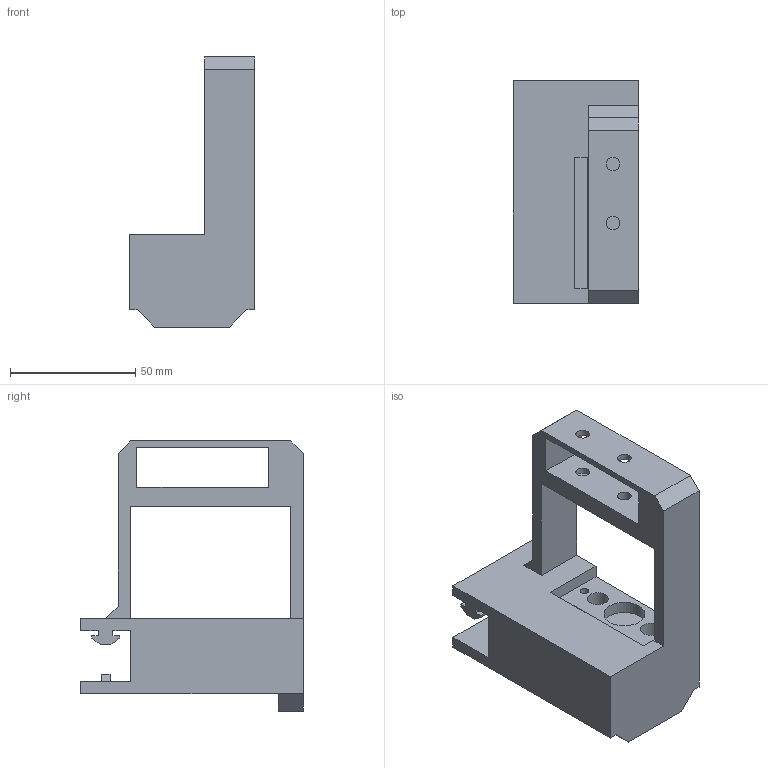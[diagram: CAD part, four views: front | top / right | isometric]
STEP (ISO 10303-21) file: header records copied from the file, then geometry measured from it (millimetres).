
FILE_DESCRIPTION(('FreeCAD Model'),'2;1');
FILE_NAME('HolderSimple.step', '2016-04-18T17:05:34',('Author'),(''), 'Open CASCADE STEP processor 6.8','FreeCAD','Unknown');
FILE_SCHEMA(('AUTOMOTIVE_DESIGN_CC2 { 1 2 10303 214 -1 1 5 4 }'));
Length unit declared in the file: millimetre
Products named in the file (2): ASSEMBLY; Clone_of_HolderSimple
Assembly tree (1 placements, depth 2):
  ASSEMBLY
    Clone_of_HolderSimple
Bounding box: 50 x 89 x 107.9 mm (x, y, z)
Volume: 134190.6 mm3; surface area: 35961.1 mm2
Topology: 1 solids, 1 shells, 112 faces, 298 edges, 202 vertices
Faces by surface type: plane 94, cylinder 18
Full cylindrical faces by diameter (mm): 3.4 x8, 4.4 x1, 5.4 x4, 8.3 x4, 16.3 x1
Entity records: 7353 total; most frequent: CARTESIAN_POINT 1340, DIRECTION 1061, LINE 727, VECTOR 727, ORIENTED_EDGE 596, PCURVE 596, DEFINITIONAL_REPRESENTATION 596, EDGE_CURVE 298
